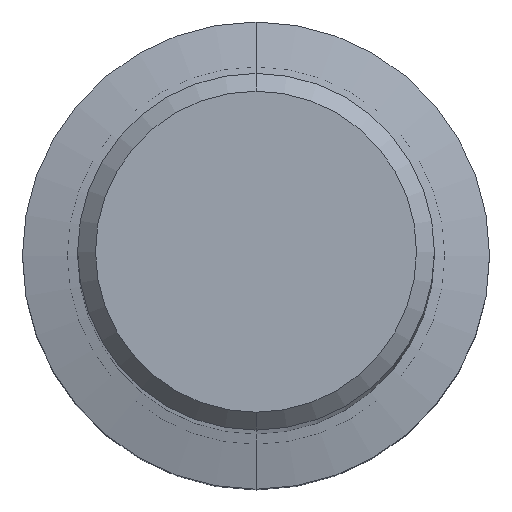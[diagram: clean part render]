
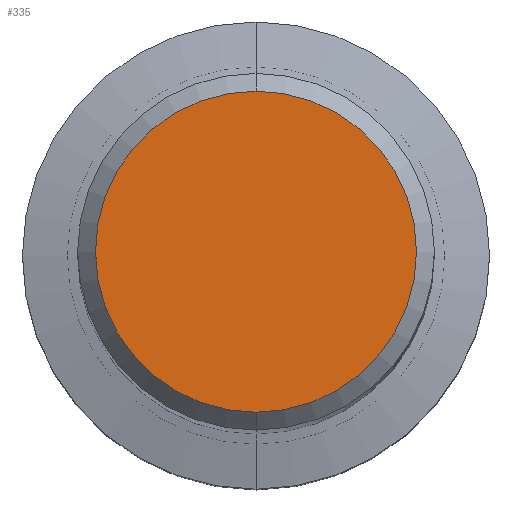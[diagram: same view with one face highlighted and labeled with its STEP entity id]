
A CAD part, top view. The second image highlights one B-rep face of the part: STEP entity #335.
In plain terms, the highlighted planar face has unit normal (0, 0, 1).
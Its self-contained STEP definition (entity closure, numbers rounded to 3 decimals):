
#273=EDGE_CURVE('',#289,#513,#634,.T.);
#289=VERTEX_POINT('',#650);
#335=ADVANCED_FACE('',(#703),#704,.T.);
#453=EDGE_CURVE('',#513,#289,#839,.T.);
#513=VERTEX_POINT('',#902);
#634=CIRCLE('',#1109,7.2);
#650=CARTESIAN_POINT('',(0.,-7.2,0.0));
#703=FACE_OUTER_BOUND('',#1280,.T.);
#704=PLANE('',#1281);
#839=CIRCLE('',#1508,7.2);
#902=CARTESIAN_POINT('',(0.0,7.2,0.0));
#1109=AXIS2_PLACEMENT_3D('',#1785,#1786,#1787);
#1280=EDGE_LOOP('',(#1871,#1872));
#1281=AXIS2_PLACEMENT_3D('',#1873,#1874,#1875);
#1508=AXIS2_PLACEMENT_3D('',#2066,#2067,#2068);
#1785=CARTESIAN_POINT('',(0.0,0.0,0.0));
#1786=DIRECTION('',(0.0,0.0,-1.0));
#1787=DIRECTION('',(0.0,1.0,0.0));
#1871=ORIENTED_EDGE('',*,*,#453,.F.);
#1872=ORIENTED_EDGE('',*,*,#273,.F.);
#1873=CARTESIAN_POINT('',(0.0,3.6,0.0));
#1874=DIRECTION('',(-0.0,0.0,1.0));
#1875=DIRECTION('',(0.0,-1.0,0.0));
#2066=CARTESIAN_POINT('',(0.0,0.0,0.0));
#2067=DIRECTION('',(0.0,0.0,-1.0));
#2068=DIRECTION('',(0.0,1.0,0.0));
